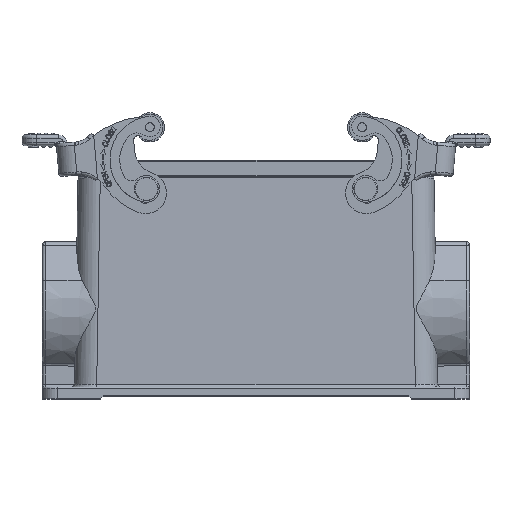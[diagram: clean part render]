
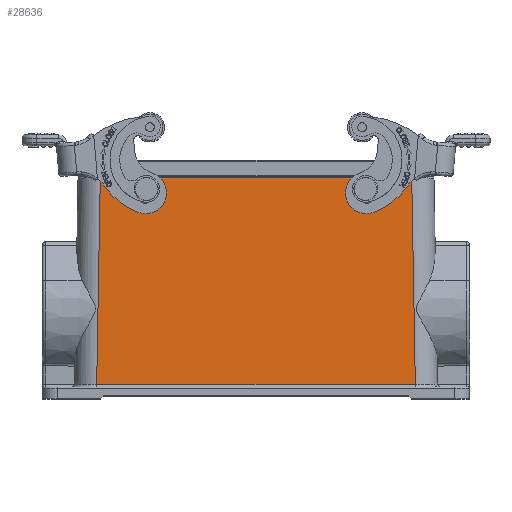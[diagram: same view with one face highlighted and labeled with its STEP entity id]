
A CAD part, top view. The second image highlights one B-rep face of the part: STEP entity #28636.
In plain terms, the highlighted planar face has unit normal (0, 0.018, 1).
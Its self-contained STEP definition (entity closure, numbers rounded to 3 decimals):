
#2356=CARTESIAN_POINT('',(19.277,4.983,-5.278));
#2362=DIRECTION('',(0.017,-1.,0.017));
#2363=VECTOR('',#2362,69.547);
#2364=CARTESIAN_POINT('',(125.51,74.509,-6.491));
#2365=LINE('',#2364,#2363);
#2366=DIRECTION('',(0.017,1.,-0.017));
#2367=VECTOR('',#2366,69.547);
#2368=CARTESIAN_POINT('',(19.277,4.983,-5.278));
#2369=LINE('',#2368,#2367);
#5355=DIRECTION('',(-1.,0.,0.));
#5356=VECTOR('',#5355,105.019);
#5357=CARTESIAN_POINT('',(125.51,74.509,-6.491));
#5358=LINE('',#5357,#5356);
#5460=CARTESIAN_POINT('',(20.49,74.509,-6.491));
#6373=DIRECTION('',(1.,0.,0.));
#6374=VECTOR('',#6373,107.447);
#6375=CARTESIAN_POINT('',(19.277,4.983,-5.278));
#6376=LINE('',#6375,#6374);
#6464=CARTESIAN_POINT('',(38.311,71.002,-6.43));
#6465=CARTESIAN_POINT('',(38.337,70.75,-6.426));
#6466=CARTESIAN_POINT('',(38.31,70.265,-6.417));
#6467=CARTESIAN_POINT('',(38.039,69.564,-6.405));
#6468=CARTESIAN_POINT('',(37.566,68.989,-6.395));
#6469=CARTESIAN_POINT('',(36.93,68.588,-6.388));
#6470=CARTESIAN_POINT('',(36.459,68.467,-6.386));
#6471=CARTESIAN_POINT('',(36.206,68.445,-6.386));
#6473=CARTESIAN_POINT('',(36.206,68.445,-6.386));
#6474=CARTESIAN_POINT('',(35.953,68.422,-6.385));
#6475=CARTESIAN_POINT('',(35.467,68.458,-6.386));
#6476=CARTESIAN_POINT('',(34.769,68.741,-6.391));
#6477=CARTESIAN_POINT('',(34.201,69.226,-6.399));
#6478=CARTESIAN_POINT('',(33.812,69.87,-6.41));
#6479=CARTESIAN_POINT('',(33.7,70.344,-6.419));
#6480=CARTESIAN_POINT('',(33.682,70.597,-6.423));
#6482=CARTESIAN_POINT('',(33.682,70.597,-6.423));
#6483=CARTESIAN_POINT('',(33.665,70.845,-6.428));
#6484=CARTESIAN_POINT('',(33.707,71.321,-6.436));
#6485=CARTESIAN_POINT('',(33.99,72.,-6.448));
#6486=CARTESIAN_POINT('',(34.465,72.554,-6.457));
#6487=CARTESIAN_POINT('',(35.092,72.938,-6.464));
#6488=CARTESIAN_POINT('',(35.554,73.054,-6.466));
#6489=CARTESIAN_POINT('',(35.801,73.075,-6.466));
#6491=CARTESIAN_POINT('',(35.801,73.075,-6.466));
#6492=CARTESIAN_POINT('',(36.048,73.096,-6.467));
#6493=CARTESIAN_POINT('',(36.522,73.062,-6.466));
#6494=CARTESIAN_POINT('',(37.204,72.791,-6.461));
#6495=CARTESIAN_POINT('',(37.766,72.328,-6.453));
#6496=CARTESIAN_POINT('',(38.161,71.709,-6.443));
#6497=CARTESIAN_POINT('',(38.285,71.249,-6.435));
#6498=CARTESIAN_POINT('',(38.311,71.002,-6.43));
#7202=CARTESIAN_POINT('',(112.318,70.597,-6.423));
#7203=CARTESIAN_POINT('',(112.3,70.344,-6.419));
#7204=CARTESIAN_POINT('',(112.188,69.87,-6.41));
#7205=CARTESIAN_POINT('',(111.799,69.226,-6.399));
#7206=CARTESIAN_POINT('',(111.231,68.742,-6.391));
#7207=CARTESIAN_POINT('',(110.533,68.458,-6.386));
#7208=CARTESIAN_POINT('',(110.047,68.422,-6.385));
#7209=CARTESIAN_POINT('',(109.794,68.445,-6.386));
#7211=CARTESIAN_POINT('',(109.794,68.445,-6.386));
#7212=CARTESIAN_POINT('',(109.541,68.467,-6.386));
#7213=CARTESIAN_POINT('',(109.07,68.588,-6.388));
#7214=CARTESIAN_POINT('',(108.434,68.989,-6.395));
#7215=CARTESIAN_POINT('',(107.961,69.565,-6.405));
#7216=CARTESIAN_POINT('',(107.69,70.265,-6.417));
#7217=CARTESIAN_POINT('',(107.663,70.75,-6.426));
#7218=CARTESIAN_POINT('',(107.689,71.002,-6.43));
#7220=CARTESIAN_POINT('',(107.689,71.002,-6.43));
#7221=CARTESIAN_POINT('',(107.715,71.249,-6.435));
#7222=CARTESIAN_POINT('',(107.839,71.709,-6.443));
#7223=CARTESIAN_POINT('',(108.234,72.328,-6.453));
#7224=CARTESIAN_POINT('',(108.796,72.791,-6.461));
#7225=CARTESIAN_POINT('',(109.478,73.062,-6.466));
#7226=CARTESIAN_POINT('',(109.952,73.096,-6.467));
#7227=CARTESIAN_POINT('',(110.199,73.075,-6.466));
#7229=CARTESIAN_POINT('',(110.199,73.075,-6.466));
#7230=CARTESIAN_POINT('',(110.446,73.054,-6.466));
#7231=CARTESIAN_POINT('',(110.908,72.938,-6.464));
#7232=CARTESIAN_POINT('',(111.535,72.554,-6.457));
#7233=CARTESIAN_POINT('',(112.01,72.,-6.448));
#7234=CARTESIAN_POINT('',(112.293,71.321,-6.436));
#7235=CARTESIAN_POINT('',(112.335,70.845,-6.428));
#7236=CARTESIAN_POINT('',(112.318,70.597,-6.423));
#20976=VERTEX_POINT('',#2356);
#20981=VERTEX_POINT('',#5460);
#20982=CARTESIAN_POINT('',(125.51,74.509,
-6.491));
#20983=CARTESIAN_POINT('',(126.723,4.983,
-5.278));
#20984=VERTEX_POINT('',#20982);
#20985=VERTEX_POINT('',#20983);
#21810=VERTEX_POINT('',#6473);
#21811=VERTEX_POINT('',#6480);
#21812=VERTEX_POINT('',#6464);
#21819=VERTEX_POINT('',#6489);
#21980=VERTEX_POINT('',#7211);
#21981=VERTEX_POINT('',#7218);
#21982=VERTEX_POINT('',#7202);
#21989=VERTEX_POINT('',#7227);
#28602=CARTESIAN_POINT('',(73.,39.746,
-5.885));
#28603=DIRECTION('',(0.,0.017,1.));
#28604=DIRECTION('',(0.,-1.,0.017));
#28605=AXIS2_PLACEMENT_3D('',#28602,#28603,#28604);
#28606=PLANE('',#28605);
#28608=ORIENTED_EDGE('',*,*,#28607,.T.);
#28610=ORIENTED_EDGE('',*,*,#28609,.F.);
#28611=ORIENTED_EDGE('',*,*,#28584,.T.);
#28613=ORIENTED_EDGE('',*,*,#28612,.F.);
#28614=EDGE_LOOP('',(#28608,#28610,#28611,#28613));
#28615=FACE_OUTER_BOUND('',#28614,.F.);
#28617=ORIENTED_EDGE('',*,*,#28616,.F.);
#28619=ORIENTED_EDGE('',*,*,#28618,.F.);
#28621=ORIENTED_EDGE('',*,*,#28620,.F.);
#28623=ORIENTED_EDGE('',*,*,#28622,.F.);
#28624=EDGE_LOOP('',(#28617,#28619,#28621,#28623));
#28625=FACE_BOUND('',#28624,.F.);
#28627=ORIENTED_EDGE('',*,*,#28626,.F.);
#28629=ORIENTED_EDGE('',*,*,#28628,.F.);
#28631=ORIENTED_EDGE('',*,*,#28630,.F.);
#28633=ORIENTED_EDGE('',*,*,#28632,.F.);
#28634=EDGE_LOOP('',(#28627,#28629,#28631,#28633));
#28635=FACE_BOUND('',#28634,.F.);
#6472=B_SPLINE_CURVE_WITH_KNOTS('',3,(#6464,#6465,#6466,#6467,#6468,#6469,#6470,
#6471),.UNSPECIFIED.,.F.,.F.,(4,1,1,1,1,4),(0.,0.2,0.4,0.6,0.8,1.),
.UNSPECIFIED.);
#6481=B_SPLINE_CURVE_WITH_KNOTS('',3,(#6473,#6474,#6475,#6476,#6477,#6478,#6479,
#6480),.UNSPECIFIED.,.F.,.F.,(4,1,1,1,1,4),(0.,0.2,0.4,0.6,0.8,1.),
.UNSPECIFIED.);
#6490=B_SPLINE_CURVE_WITH_KNOTS('',3,(#6482,#6483,#6484,#6485,#6486,#6487,#6488,
#6489),.UNSPECIFIED.,.F.,.F.,(4,1,1,1,1,4),(0.,0.2,0.4,0.6,0.8,1.),
.UNSPECIFIED.);
#6499=B_SPLINE_CURVE_WITH_KNOTS('',3,(#6491,#6492,#6493,#6494,#6495,#6496,#6497,
#6498),.UNSPECIFIED.,.F.,.F.,(4,1,1,1,1,4),(0.,0.2,0.4,0.6,0.8,1.),
.UNSPECIFIED.);
#7210=B_SPLINE_CURVE_WITH_KNOTS('',3,(#7202,#7203,#7204,#7205,#7206,#7207,#7208,
#7209),.UNSPECIFIED.,.F.,.F.,(4,1,1,1,1,4),(0.,0.2,0.4,0.6,0.8,1.),
.UNSPECIFIED.);
#7219=B_SPLINE_CURVE_WITH_KNOTS('',3,(#7211,#7212,#7213,#7214,#7215,#7216,#7217,
#7218),.UNSPECIFIED.,.F.,.F.,(4,1,1,1,1,4),(0.,0.2,0.4,0.6,0.8,1.),
.UNSPECIFIED.);
#7228=B_SPLINE_CURVE_WITH_KNOTS('',3,(#7220,#7221,#7222,#7223,#7224,#7225,#7226,
#7227),.UNSPECIFIED.,.F.,.F.,(4,1,1,1,1,4),(0.,0.2,0.4,0.6,0.8,1.),
.UNSPECIFIED.);
#7237=B_SPLINE_CURVE_WITH_KNOTS('',3,(#7229,#7230,#7231,#7232,#7233,#7234,#7235,
#7236),.UNSPECIFIED.,.F.,.F.,(4,1,1,1,1,4),(0.,0.2,0.4,0.6,0.8,1.),
.UNSPECIFIED.);
#28584=EDGE_CURVE('',#20976,#20981,#2369,.T.);
#28607=EDGE_CURVE('',#20984,#20985,#2365,.T.);
#28609=EDGE_CURVE('',#20976,#20985,#6376,.T.);
#28612=EDGE_CURVE('',#20984,#20981,#5358,.T.);
#28616=EDGE_CURVE('',#21810,#21811,#6481,.T.);
#28618=EDGE_CURVE('',#21812,#21810,#6472,.T.);
#28620=EDGE_CURVE('',#21819,#21812,#6499,.T.);
#28622=EDGE_CURVE('',#21811,#21819,#6490,.T.);
#28626=EDGE_CURVE('',#21980,#21981,#7219,.T.);
#28628=EDGE_CURVE('',#21982,#21980,#7210,.T.);
#28630=EDGE_CURVE('',#21989,#21982,#7237,.T.);
#28632=EDGE_CURVE('',#21981,#21989,#7228,.T.);
#28636=ADVANCED_FACE('',(#28615,#28625,#28635),#28606,.T.);
